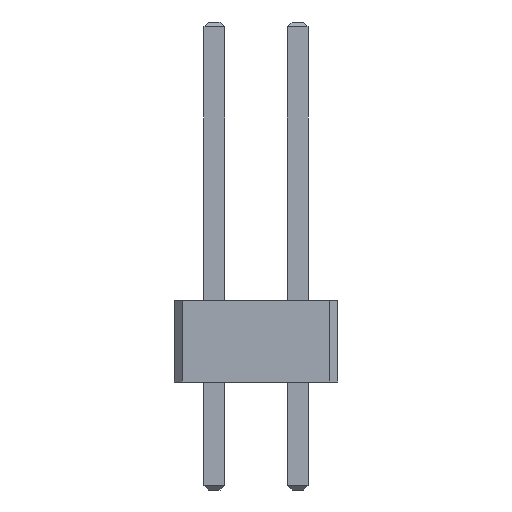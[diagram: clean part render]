
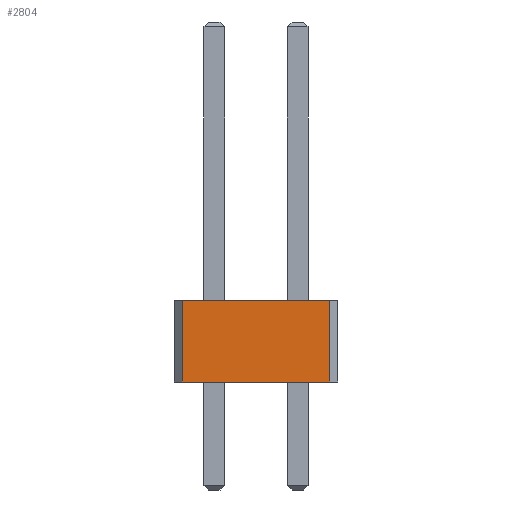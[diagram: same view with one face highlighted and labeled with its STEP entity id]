
A CAD part, front view. The second image highlights one B-rep face of the part: STEP entity #2804.
In plain terms, the highlighted planar face has unit normal (0, -1, 0).
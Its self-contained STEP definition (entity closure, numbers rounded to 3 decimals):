
#44 = PLANE('',#45);
#45 = AXIS2_PLACEMENT_3D('',#46,#47,#48);
#46 = CARTESIAN_POINT('',(-1.23,1.02,0.));
#47 = DIRECTION('',(0.,0.,-1.));
#48 = DIRECTION('',(0.,1.,0.));
#100 = PLANE('',#101);
#101 = AXIS2_PLACEMENT_3D('',#102,#103,#104);
#102 = CARTESIAN_POINT('',(-1.23,1.02,2.5));
#103 = DIRECTION('',(0.,0.,-1.));
#104 = DIRECTION('',(0.,1.,0.));
#413 = VERTEX_POINT('',#414);
#414 = CARTESIAN_POINT('',(3.52,-6.35,0.));
#428 = PLANE('',#429);
#429 = AXIS2_PLACEMENT_3D('',#430,#431,#432);
#430 = CARTESIAN_POINT('',(3.645,-6.225,0.));
#431 = DIRECTION('',(0.707,-0.707,0.));
#432 = DIRECTION('',(0.,0.,-1.));
#440 = EDGE_CURVE('',#441,#413,#443,.T.);
#441 = VERTEX_POINT('',#442);
#442 = CARTESIAN_POINT('',(-0.98,-6.35,0.));
#443 = SURFACE_CURVE('',#444,(#448,#455),.PCURVE_S1.);
#444 = LINE('',#445,#446);
#445 = CARTESIAN_POINT('',(-1.23,-6.35,0.));
#446 = VECTOR('',#447,1.);
#447 = DIRECTION('',(1.,0.,0.));
#448 = PCURVE('',#44,#449);
#449 = DEFINITIONAL_REPRESENTATION('',(#450),#454);
#450 = LINE('',#451,#452);
#451 = CARTESIAN_POINT('',(-7.37,0.));
#452 = VECTOR('',#453,1.);
#453 = DIRECTION('',(0.,1.));
#454 = ( GEOMETRIC_REPRESENTATION_CONTEXT(2) 
PARAMETRIC_REPRESENTATION_CONTEXT() REPRESENTATION_CONTEXT('2D SPACE',''
  ) );
#455 = PCURVE('',#456,#461);
#456 = PLANE('',#457);
#457 = AXIS2_PLACEMENT_3D('',#458,#459,#460);
#458 = CARTESIAN_POINT('',(-1.23,-6.35,0.));
#459 = DIRECTION('',(0.,1.,0.));
#460 = DIRECTION('',(1.,0.,0.));
#461 = DEFINITIONAL_REPRESENTATION('',(#462),#466);
#462 = LINE('',#463,#464);
#463 = CARTESIAN_POINT('',(0.,0.));
#464 = VECTOR('',#465,1.);
#465 = DIRECTION('',(1.,0.));
#466 = ( GEOMETRIC_REPRESENTATION_CONTEXT(2) 
PARAMETRIC_REPRESENTATION_CONTEXT() REPRESENTATION_CONTEXT('2D SPACE',''
  ) );
#484 = PLANE('',#485);
#485 = AXIS2_PLACEMENT_3D('',#486,#487,#488);
#486 = CARTESIAN_POINT('',(-1.105,-6.225,0.));
#487 = DIRECTION('',(-0.707,-0.707,0.));
#488 = DIRECTION('',(0.,0.,-1.));
#1587 = VERTEX_POINT('',#1588);
#1588 = CARTESIAN_POINT('',(3.52,-6.35,2.5));
#1609 = EDGE_CURVE('',#1610,#1587,#1612,.T.);
#1610 = VERTEX_POINT('',#1611);
#1611 = CARTESIAN_POINT('',(-0.98,-6.35,2.5));
#1612 = SURFACE_CURVE('',#1613,(#1617,#1624),.PCURVE_S1.);
#1613 = LINE('',#1614,#1615);
#1614 = CARTESIAN_POINT('',(-1.23,-6.35,2.5));
#1615 = VECTOR('',#1616,1.);
#1616 = DIRECTION('',(1.,0.,0.));
#1617 = PCURVE('',#100,#1618);
#1618 = DEFINITIONAL_REPRESENTATION('',(#1619),#1623);
#1619 = LINE('',#1620,#1621);
#1620 = CARTESIAN_POINT('',(-7.37,0.));
#1621 = VECTOR('',#1622,1.);
#1622 = DIRECTION('',(0.,1.));
#1623 = ( GEOMETRIC_REPRESENTATION_CONTEXT(2) 
PARAMETRIC_REPRESENTATION_CONTEXT() REPRESENTATION_CONTEXT('2D SPACE',''
  ) );
#1624 = PCURVE('',#456,#1625);
#1625 = DEFINITIONAL_REPRESENTATION('',(#1626),#1630);
#1626 = LINE('',#1627,#1628);
#1627 = CARTESIAN_POINT('',(0.,-2.5));
#1628 = VECTOR('',#1629,1.);
#1629 = DIRECTION('',(1.,0.));
#1630 = ( GEOMETRIC_REPRESENTATION_CONTEXT(2) 
PARAMETRIC_REPRESENTATION_CONTEXT() REPRESENTATION_CONTEXT('2D SPACE',''
  ) );
#2784 = EDGE_CURVE('',#441,#1610,#2785,.T.);
#2785 = SURFACE_CURVE('',#2786,(#2790,#2797),.PCURVE_S1.);
#2786 = LINE('',#2787,#2788);
#2787 = CARTESIAN_POINT('',(-0.98,-6.35,0.));
#2788 = VECTOR('',#2789,1.);
#2789 = DIRECTION('',(0.,0.,1.));
#2790 = PCURVE('',#484,#2791);
#2791 = DEFINITIONAL_REPRESENTATION('',(#2792),#2796);
#2792 = LINE('',#2793,#2794);
#2793 = CARTESIAN_POINT('',(0.,0.177));
#2794 = VECTOR('',#2795,1.);
#2795 = DIRECTION('',(-1.,0.));
#2796 = ( GEOMETRIC_REPRESENTATION_CONTEXT(2) 
PARAMETRIC_REPRESENTATION_CONTEXT() REPRESENTATION_CONTEXT('2D SPACE',''
  ) );
#2797 = PCURVE('',#456,#2798);
#2798 = DEFINITIONAL_REPRESENTATION('',(#2799),#2803);
#2799 = LINE('',#2800,#2801);
#2800 = CARTESIAN_POINT('',(0.25,0.));
#2801 = VECTOR('',#2802,1.);
#2802 = DIRECTION('',(0.,-1.));
#2803 = ( GEOMETRIC_REPRESENTATION_CONTEXT(2) 
PARAMETRIC_REPRESENTATION_CONTEXT() REPRESENTATION_CONTEXT('2D SPACE',''
  ) );
#2804 = ADVANCED_FACE('',(#2805),#456,.F.);
#2805 = FACE_BOUND('',#2806,.F.);
#2806 = EDGE_LOOP('',(#2807,#2808,#2809,#2810));
#2807 = ORIENTED_EDGE('',*,*,#440,.F.);
#2808 = ORIENTED_EDGE('',*,*,#2784,.T.);
#2809 = ORIENTED_EDGE('',*,*,#1609,.T.);
#2810 = ORIENTED_EDGE('',*,*,#2811,.F.);
#2811 = EDGE_CURVE('',#413,#1587,#2812,.T.);
#2812 = SURFACE_CURVE('',#2813,(#2817,#2824),.PCURVE_S1.);
#2813 = LINE('',#2814,#2815);
#2814 = CARTESIAN_POINT('',(3.52,-6.35,0.));
#2815 = VECTOR('',#2816,1.);
#2816 = DIRECTION('',(0.,0.,1.));
#2817 = PCURVE('',#456,#2818);
#2818 = DEFINITIONAL_REPRESENTATION('',(#2819),#2823);
#2819 = LINE('',#2820,#2821);
#2820 = CARTESIAN_POINT('',(4.75,0.));
#2821 = VECTOR('',#2822,1.);
#2822 = DIRECTION('',(0.,-1.));
#2823 = ( GEOMETRIC_REPRESENTATION_CONTEXT(2) 
PARAMETRIC_REPRESENTATION_CONTEXT() REPRESENTATION_CONTEXT('2D SPACE',''
  ) );
#2824 = PCURVE('',#428,#2825);
#2825 = DEFINITIONAL_REPRESENTATION('',(#2826),#2830);
#2826 = LINE('',#2827,#2828);
#2827 = CARTESIAN_POINT('',(0.,-0.177));
#2828 = VECTOR('',#2829,1.);
#2829 = DIRECTION('',(-1.,0.));
#2830 = ( GEOMETRIC_REPRESENTATION_CONTEXT(2) 
PARAMETRIC_REPRESENTATION_CONTEXT() REPRESENTATION_CONTEXT('2D SPACE',''
  ) );
